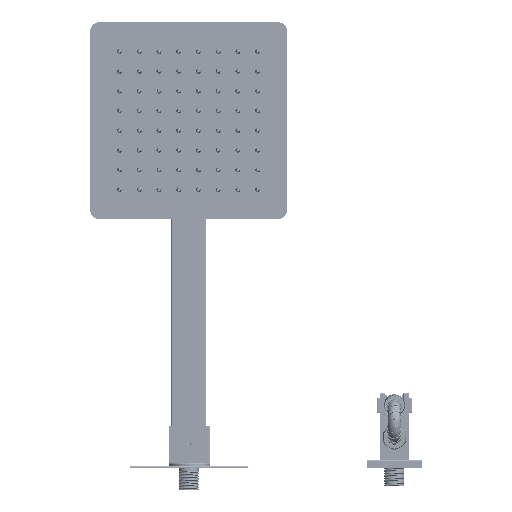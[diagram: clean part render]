
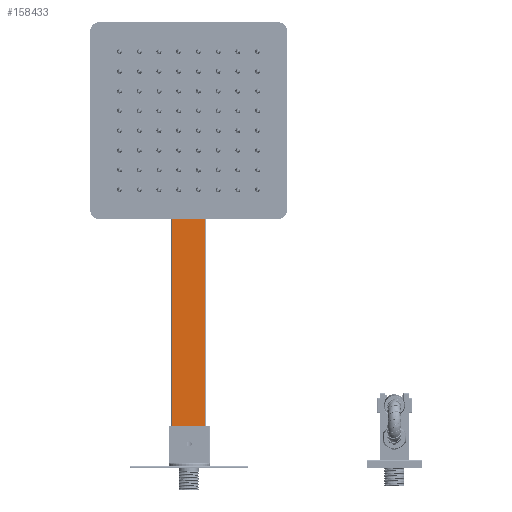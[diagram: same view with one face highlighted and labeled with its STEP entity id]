
A CAD part, front view. The second image highlights one B-rep face of the part: STEP entity #158433.
In plain terms, the highlighted planar face has unit normal (0, -1, 0).
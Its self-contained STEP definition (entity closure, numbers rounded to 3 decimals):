
#5681 = EDGE_CURVE ( 'NONE', #185926, #29768, #41603, .T. ) ;
#8387 = FACE_BOUND ( 'NONE', #99794, .T. ) ;
#14486 = ORIENTED_EDGE ( 'NONE', *, *, #120338, .T. ) ;
#15169 = VERTEX_POINT ( 'NONE', #142391 ) ;
#15199 = EDGE_LOOP ( 'NONE', ( #81371, #14486, #18907, #108480 ) ) ;
#18907 = ORIENTED_EDGE ( 'NONE', *, *, #103977, .T. ) ;
#22543 = DIRECTION ( 'NONE',  ( 0., 0., 1. ) ) ;
#23621 = DIRECTION ( 'NONE',  ( 0., -1., 0. ) ) ;
#25497 = CARTESIAN_POINT ( 'NONE',  ( 0., -7.5, 30. ) ) ;
#25696 = CIRCLE ( 'NONE', #139996, 11. ) ;
#29768 = VERTEX_POINT ( 'NONE', #30969 ) ;
#30969 = CARTESIAN_POINT ( 'NONE',  ( 17., -7.5, 379.5 ) ) ;
#34311 = LINE ( 'NONE', #177508, #85062 ) ;
#35946 = DIRECTION ( 'NONE',  ( 0., -1., 0. ) ) ;
#36639 = DIRECTION ( 'NONE',  ( 0., 1., 0. ) ) ;
#39351 = CARTESIAN_POINT ( 'NONE',  ( -17., -7.5, 380. ) ) ;
#41603 = LINE ( 'NONE', #156582, #137263 ) ;
#56626 = DIRECTION ( 'NONE',  ( 0., 0., 1. ) ) ;
#64216 = CARTESIAN_POINT ( 'NONE',  ( 0., -7.5, 30. ) ) ;
#67284 = AXIS2_PLACEMENT_3D ( 'NONE', #64216, #35946, #180055 ) ;
#72270 = ORIENTED_EDGE ( 'NONE', *, *, #99387, .F. ) ;
#75053 = EDGE_CURVE ( 'NONE', #186233, #185926, #163105, .T. ) ;
#76834 = DIRECTION ( 'NONE',  ( 0., 0., -1. ) ) ;
#78132 = PLANE ( 'NONE',  #164859 ) ;
#80836 = LINE ( 'NONE', #39351, #157957 ) ;
#81067 = DIRECTION ( 'NONE',  ( 0., 0., 1. ) ) ;
#81371 = ORIENTED_EDGE ( 'NONE', *, *, #5681, .T. ) ;
#85062 = VECTOR ( 'NONE', #151157, 1000. ) ;
#93233 = ORIENTED_EDGE ( 'NONE', *, *, #148878, .F. ) ;
#96996 = VERTEX_POINT ( 'NONE', #117917 ) ;
#99387 = EDGE_CURVE ( 'NONE', #131933, #96996, #154565, .T. ) ;
#99794 = EDGE_LOOP ( 'NONE', ( #93233, #72270 ) ) ;
#103977 = EDGE_CURVE ( 'NONE', #15169, #186233, #80836, .T. ) ;
#105634 = CARTESIAN_POINT ( 'NONE',  ( 17.5, -7.5, 0.5 ) ) ;
#108480 = ORIENTED_EDGE ( 'NONE', *, *, #75053, .T. ) ;
#117917 = CARTESIAN_POINT ( 'NONE',  ( 0., -7.5, 41. ) ) ;
#120338 = EDGE_CURVE ( 'NONE', #29768, #15169, #34311, .T. ) ;
#131933 = VERTEX_POINT ( 'NONE', #177223 ) ;
#136576 = CARTESIAN_POINT ( 'NONE',  ( -17.5, -7.5, 380. ) ) ;
#137263 = VECTOR ( 'NONE', #56626, 1000. ) ;
#139996 = AXIS2_PLACEMENT_3D ( 'NONE', #25497, #23621, #81067 ) ;
#140432 = CARTESIAN_POINT ( 'NONE',  ( 17., -7.5, 0.5 ) ) ;
#142391 = CARTESIAN_POINT ( 'NONE',  ( -17., -7.5, 379.5 ) ) ;
#148878 = EDGE_CURVE ( 'NONE', #96996, #131933, #25696, .T. ) ;
#151157 = DIRECTION ( 'NONE',  ( -1., 0., 0. ) ) ;
#154565 = CIRCLE ( 'NONE', #67284, 11. ) ;
#156582 = CARTESIAN_POINT ( 'NONE',  ( 17., -7.5, 380. ) ) ;
#157957 = VECTOR ( 'NONE', #76834, 1000. ) ;
#158433 = ADVANCED_FACE ( 'NONE', ( #165703, #8387 ), #78132, .F. ) ;
#163105 = LINE ( 'NONE', #105634, #185436 ) ;
#164859 = AXIS2_PLACEMENT_3D ( 'NONE', #136576, #36639, #22543 ) ;
#165703 = FACE_OUTER_BOUND ( 'NONE', #15199, .T. ) ;
#176309 = DIRECTION ( 'NONE',  ( 1., 0., 0. ) ) ;
#177223 = CARTESIAN_POINT ( 'NONE',  ( 0., -7.5, 19. ) ) ;
#177508 = CARTESIAN_POINT ( 'NONE',  ( -17.5, -7.5, 379.5 ) ) ;
#180055 = DIRECTION ( 'NONE',  ( 0., 0., 1. ) ) ;
#180491 = CARTESIAN_POINT ( 'NONE',  ( -17., -7.5, 0.5 ) ) ;
#185436 = VECTOR ( 'NONE', #176309, 1000. ) ;
#185926 = VERTEX_POINT ( 'NONE', #140432 ) ;
#186233 = VERTEX_POINT ( 'NONE', #180491 ) ;
